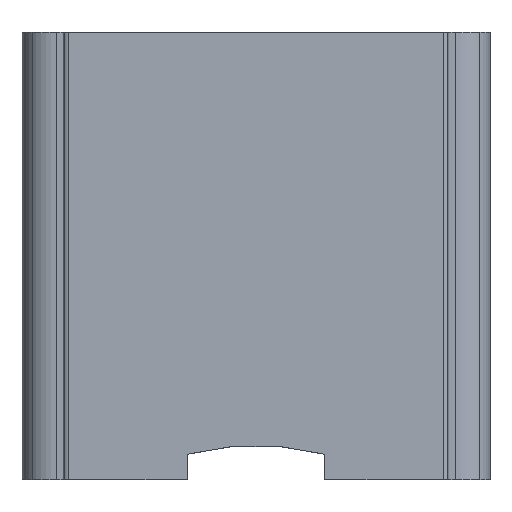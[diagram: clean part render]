
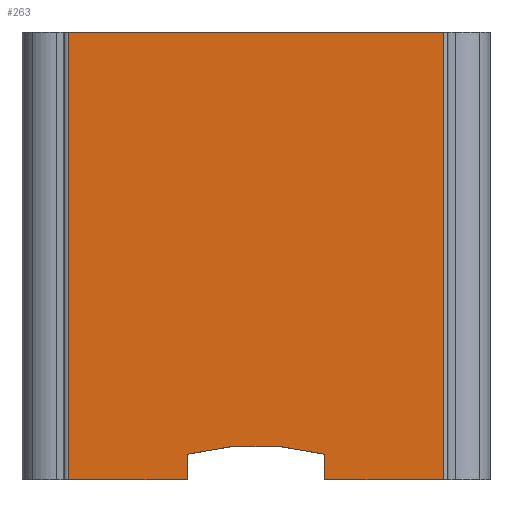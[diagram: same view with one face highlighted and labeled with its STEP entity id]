
A CAD part, top view. The second image highlights one B-rep face of the part: STEP entity #263.
In plain terms, the highlighted planar face has unit normal (0, 0, 1).
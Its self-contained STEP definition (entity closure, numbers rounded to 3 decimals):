
#72 = CARTESIAN_POINT ( 'NONE',  ( 1.013, 0.375, 1.488 ) ) ;
#92 = PLANE ( 'NONE',  #701 ) ;
#114 = ORIENTED_EDGE ( 'NONE', *, *, #129, .F. ) ;
#129 = EDGE_CURVE ( 'NONE', #1832, #1556, #240, .T. ) ;
#169 = VECTOR ( 'NONE', #1471, 1000. ) ;
#217 = DIRECTION ( 'NONE',  ( 0., -1., 0. ) ) ;
#219 = DIRECTION ( 'NONE',  ( 0., 1., 0. ) ) ;
#240 = LINE ( 'NONE', #1706, #1588 ) ;
#263 = ADVANCED_FACE ( 'NONE', ( #1267 ), #92, .T. ) ;
#284 = LINE ( 'NONE', #1359, #1812 ) ;
#308 = CARTESIAN_POINT ( 'NONE',  ( -1.421, 6.6, 1.488 ) ) ;
#309 = EDGE_CURVE ( 'NONE', #1379, #1832, #796, .T. ) ;
#348 = ORIENTED_EDGE ( 'NONE', *, *, #1948, .F. ) ;
#356 = LINE ( 'NONE', #1432, #1623 ) ;
#408 = DIRECTION ( 'NONE',  ( 0., -1., 0. ) ) ;
#457 = DIRECTION ( 'NONE',  ( 0., 1., 0. ) ) ;
#459 = AXIS2_PLACEMENT_3D ( 'NONE', #2136, #571, #1378 ) ;
#465 = VERTEX_POINT ( 'NONE', #72 ) ;
#561 = CARTESIAN_POINT ( 'NONE',  ( -2.765, 6.6, 1.488 ) ) ;
#571 = DIRECTION ( 'NONE',  ( 0., 0., 1. ) ) ;
#574 = EDGE_CURVE ( 'NONE', #1556, #465, #965, .T. ) ;
#585 = ORIENTED_EDGE ( 'NONE', *, *, #1006, .F. ) ;
#654 = LINE ( 'NONE', #822, #169 ) ;
#691 = VECTOR ( 'NONE', #219, 1000. ) ;
#701 = AXIS2_PLACEMENT_3D ( 'NONE', #1914, #1398, #1546 ) ;
#728 = VERTEX_POINT ( 'NONE', #1488 ) ;
#796 = LINE ( 'NONE', #1375, #1631 ) ;
#822 = CARTESIAN_POINT ( 'NONE',  ( 2.841, 0., 1.488 ) ) ;
#823 = ORIENTED_EDGE ( 'NONE', *, *, #309, .F. ) ;
#865 = EDGE_CURVE ( 'NONE', #1379, #1107, #1678, .T. ) ;
#957 = EDGE_CURVE ( 'NONE', #728, #1132, #654, .T. ) ;
#965 = LINE ( 'NONE', #1192, #691 ) ;
#1006 = EDGE_CURVE ( 'NONE', #1215, #728, #284, .T. ) ;
#1105 = ORIENTED_EDGE ( 'NONE', *, *, #574, .F. ) ;
#1107 = VERTEX_POINT ( 'NONE', #561 ) ;
#1132 = VERTEX_POINT ( 'NONE', #1149 ) ;
#1149 = CARTESIAN_POINT ( 'NONE',  ( -2.765, 0., 1.488 ) ) ;
#1192 = CARTESIAN_POINT ( 'NONE',  ( 1.013, 0., 1.488 ) ) ;
#1215 = VERTEX_POINT ( 'NONE', #1833 ) ;
#1242 = CARTESIAN_POINT ( 'NONE',  ( 2.765, 0., 1.488 ) ) ;
#1267 = FACE_OUTER_BOUND ( 'NONE', #1779, .T. ) ;
#1282 = CARTESIAN_POINT ( 'NONE',  ( 2.765, 6.6, 1.488 ) ) ;
#1336 = ORIENTED_EDGE ( 'NONE', *, *, #865, .T. ) ;
#1359 = CARTESIAN_POINT ( 'NONE',  ( -1.013, 0., 1.488 ) ) ;
#1375 = CARTESIAN_POINT ( 'NONE',  ( 2.765, 0., 1.488 ) ) ;
#1378 = DIRECTION ( 'NONE',  ( -1., 0., 0. ) ) ;
#1379 = VERTEX_POINT ( 'NONE', #1282 ) ;
#1381 = EDGE_CURVE ( 'NONE', #465, #1215, #1681, .T. ) ;
#1398 = DIRECTION ( 'NONE',  ( 0., 0., 1. ) ) ;
#1432 = CARTESIAN_POINT ( 'NONE',  ( -2.765, 0., 1.488 ) ) ;
#1466 = ORIENTED_EDGE ( 'NONE', *, *, #1381, .F. ) ;
#1471 = DIRECTION ( 'NONE',  ( -1., 0., 0. ) ) ;
#1488 = CARTESIAN_POINT ( 'NONE',  ( -1.013, 0., 1.488 ) ) ;
#1546 = DIRECTION ( 'NONE',  ( 1., 0., 0. ) ) ;
#1556 = VERTEX_POINT ( 'NONE', #1702 ) ;
#1588 = VECTOR ( 'NONE', #1847, 1000. ) ;
#1623 = VECTOR ( 'NONE', #457, 1000. ) ;
#1631 = VECTOR ( 'NONE', #408, 1000. ) ;
#1678 = LINE ( 'NONE', #308, #2078 ) ;
#1681 = CIRCLE ( 'NONE', #459, 4.052 ) ;
#1702 = CARTESIAN_POINT ( 'NONE',  ( 1.013, 0., 1.488 ) ) ;
#1706 = CARTESIAN_POINT ( 'NONE',  ( 2.841, 0., 1.488 ) ) ;
#1726 = ORIENTED_EDGE ( 'NONE', *, *, #957, .F. ) ;
#1779 = EDGE_LOOP ( 'NONE', ( #585, #1466, #1105, #114, #823, #1336, #348, #1726 ) ) ;
#1812 = VECTOR ( 'NONE', #217, 1000. ) ;
#1832 = VERTEX_POINT ( 'NONE', #1242 ) ;
#1833 = CARTESIAN_POINT ( 'NONE',  ( -1.013, 0.375, 1.488 ) ) ;
#1847 = DIRECTION ( 'NONE',  ( -1., 0., 0. ) ) ;
#1914 = CARTESIAN_POINT ( 'NONE',  ( -2.841, 0., 1.488 ) ) ;
#1948 = EDGE_CURVE ( 'NONE', #1132, #1107, #356, .T. ) ;
#1961 = DIRECTION ( 'NONE',  ( -1., 0., 0. ) ) ;
#2078 = VECTOR ( 'NONE', #1961, 1000. ) ;
#2136 = CARTESIAN_POINT ( 'NONE',  ( 0., -3.548, 1.488 ) ) ;
